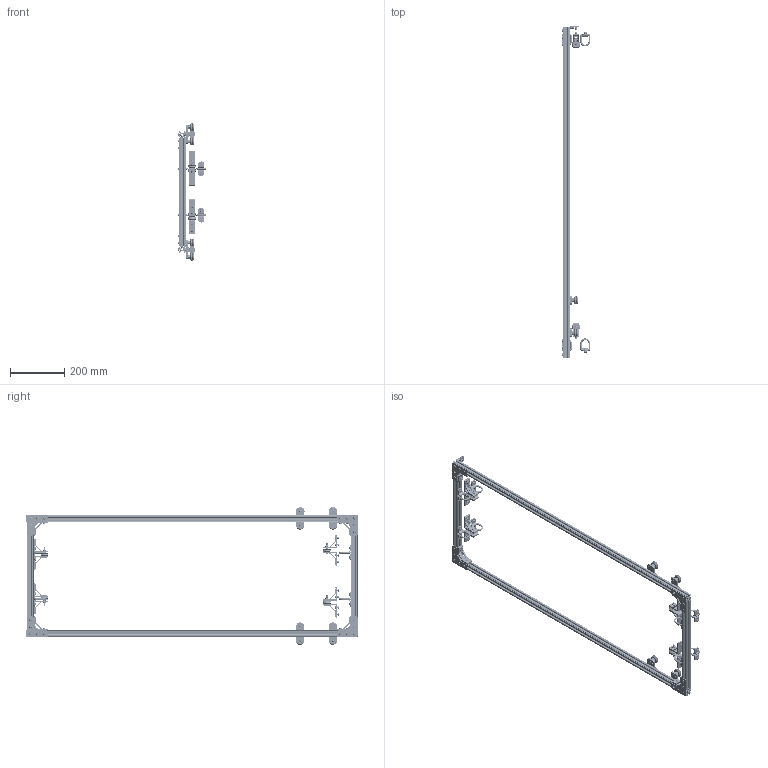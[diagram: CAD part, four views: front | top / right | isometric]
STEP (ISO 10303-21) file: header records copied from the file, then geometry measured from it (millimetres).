
FILE_DESCRIPTION (( 'STEP AP203' ), '1' );
FILE_NAME ('Add on Kit Only.STEP', '2018-01-10T15:49:11', ( '' ), ( '' ), 'SwSTEP 2.0', 'SolidWorks 2017', '' );
FILE_SCHEMA (( 'CONFIG_CONTROL_DESIGN' ));
Length unit declared in the file: millimetre
Products named in the file (36): REV-21-1202-2; 1st Stage Assembly; REV-21-1002 Preloaded Assembly; REV-21-1029; Lift verticals B; #10-32 0.5 Inch Flat-head Socket Cap Screw; Tie Down Ring; Lower 1st Stage Assembly_3rd Stage Mod; 10-32 0.5 inch Long; 10-32 0.5 inch Long with Nut Assembly; Upper and Lower 3rd Stage Assembly; REV-21-1000 Cross member; 10-32 0.375 inch Long with Nut Assembly; 3076T350_TIE-DOWN RING; 2nd Stage Assembly; Bearing mounting assembly.SLDPRT; 10-32 0.375 inch Long; Add on Kit Only; socket button head cap screw_ai_SBHCSCREW 0.25-20x1.125-HX-N; REV-21-1203 Preload Assembly; Bearing Delrin Spacer; Lift verticals A; REV-21-1032; 10-32 Slim Nylock Nut; REV-21-1000; REV-21-1203 Preload 2 Screws Assembly; Bearing block; REV-21-1002; REV-21-1203; REV-29-1014; 3rd Stage Lift; Upper 2nd Stage Assembly_3rd stage modification; REV-21-1030; 10-32 0.5 inch Long countersunk flat head with Nut Assembly; 10-32 1.5 inch Long; Lower 2nd Stage Assembly_3 Stage Lift modifications
Assembly tree (72 placements, depth 7):
  Add on Kit Only
    1st Stage Assembly
      Lower 1st Stage Assembly_3rd Stage Mod
        Tie Down Ring  x2
          3076T350_TIE-DOWN RING
          10-32 0.375 inch Long with Nut Assembly
            10-32 0.375 inch Long
            10-32 Slim Nylock Nut
    2nd Stage Assembly
      Lower 2nd Stage Assembly_3 Stage Lift modifications
        Bearing mounting assembly.SLDPRT  x2
          REV-21-1203 Preload 2 Screws Assembly
            REV-21-1203
            10-32 0.5 inch Long with Nut Assembly  x2
              10-32 0.5 inch Long
              10-32 Slim Nylock Nut
          10-32 Slim Nylock Nut
          Bearing Delrin Spacer
          REV-29-1014
          10-32 1.5 inch Long
      Upper 2nd Stage Assembly_3rd stage modification
        Bearing mounting assembly.SLDPRT  x2
          REV-21-1203 Preload 2 Screws Assembly
            REV-21-1203
            10-32 0.5 inch Long with Nut Assembly  x2
              10-32 0.5 inch Long
              10-32 Slim Nylock Nut
          10-32 Slim Nylock Nut
          Bearing Delrin Spacer
          REV-29-1014
          10-32 1.5 inch Long
    3rd Stage Lift
      Upper and Lower 3rd Stage Assembly  x2
        REV-21-1000 Cross member
        REV-21-1002 Preloaded Assembly
          REV-21-1002
          10-32 0.375 inch Long with Nut Assembly  x5
            10-32 0.375 inch Long
            10-32 Slim Nylock Nut
        REV-21-1203 Preload Assembly
          REV-21-1203
          10-32 0.5 inch Long with Nut Assembly  x4
            10-32 0.5 inch Long
            10-32 Slim Nylock Nut
        Tie Down Ring
          3076T350_TIE-DOWN RING
          10-32 0.375 inch Long with Nut Assembly  x2
            10-32 0.375 inch Long
            10-32 Slim Nylock Nut
      Lift verticals B
        REV-21-1000
        Bearing block  x2
          REV-21-1032
          REV-21-1029
          REV-21-1030
          REV-29-1014
          socket button head cap screw_ai_SBHCSCREW 0.25-20x1.125-HX-N
          10-32 0.5 inch Long countersunk flat head with Nut Assembly
            #10-32 0.5 Inch Flat-head Socket Cap Screw
            10-32 Slim Nylock Nut
Bounding box: 106.35 x 1222.58 x 507.77 mm (x, y, z)
Volume: 1260268.3 mm3; surface area: 1083293.5 mm2
Topology: 236 solids, 236 shells, 6400 faces, 15428 edges, 9612 vertices
Faces by surface type: plane 2808, cylinder 1740, cone 1400, torus 388, bspline 48, sphere 16
Entity records: 34093 total; most frequent: CARTESIAN_POINT 6327, DIRECTION 5010, ORIENTED_EDGE 4778, EDGE_CURVE 2389, AXIS2_PLACEMENT_3D 1832, VERTEX_POINT 1546, LINE 1346, VECTOR 1346
